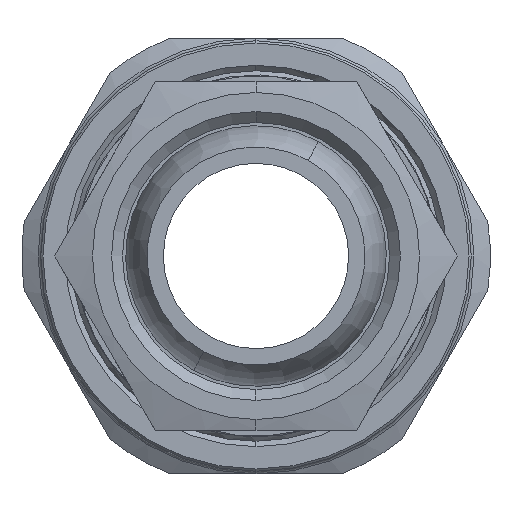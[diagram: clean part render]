
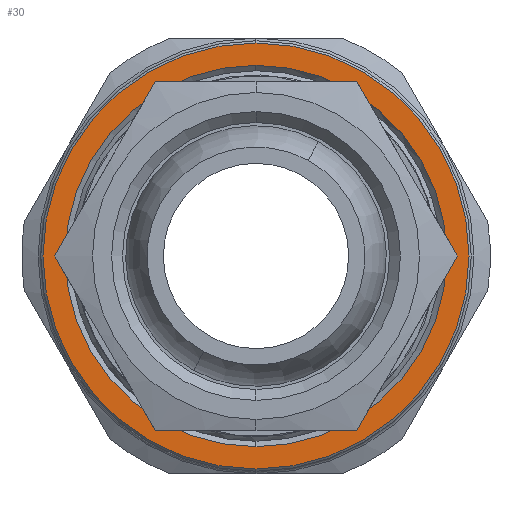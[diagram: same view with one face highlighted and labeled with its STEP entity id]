
A CAD part, left-side view. The second image highlights one B-rep face of the part: STEP entity #30.
In plain terms, the highlighted planar face has unit normal (-1, 0, 0).
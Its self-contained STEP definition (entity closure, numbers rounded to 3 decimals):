
#30 = ADVANCED_FACE ( 'NONE', ( #2349, #2348 ), #2376, .F. ) ;
#640 = CARTESIAN_POINT ( 'NONE',  ( 0., 0., -19.55 ) ) ;
#653 = CARTESIAN_POINT ( 'NONE',  ( 0., 0., 19.55 ) ) ;
#695 = CARTESIAN_POINT ( 'NONE',  ( 0., 0., -17.5 ) ) ;
#961 = EDGE_CURVE ( 'NONE', #2546, #2567, #3560, .T. ) ;
#974 = EDGE_CURVE ( 'NONE', #2577, #2372, #3535, .T. ) ;
#1257 = CIRCLE ( 'NONE', #1351, 19.55 ) ;
#1260 = CIRCLE ( 'NONE', #1350, 17.5 ) ;
#1350 = AXIS2_PLACEMENT_3D ( 'NONE', #1762, #1761, #1760 ) ;
#1351 = AXIS2_PLACEMENT_3D ( 'NONE', #1766, #1765, #1763 ) ;
#1760 = DIRECTION ( 'NONE',  ( 0., 0., 1. ) ) ;
#1761 = DIRECTION ( 'NONE',  ( -1., 0., 0. ) ) ;
#1762 = CARTESIAN_POINT ( 'NONE',  ( 0., 0., 0. ) ) ;
#1763 = DIRECTION ( 'NONE',  ( 0., 0., 1. ) ) ;
#1765 = DIRECTION ( 'NONE',  ( -1., 0., 0. ) ) ;
#1766 = CARTESIAN_POINT ( 'NONE',  ( 0., 0., 0. ) ) ;
#1993 = AXIS2_PLACEMENT_3D ( 'NONE', #3246, #3248, #3247 ) ;
#2065 = AXIS2_PLACEMENT_3D ( 'NONE', #3216, #3231, #3228 ) ;
#2348 = FACE_OUTER_BOUND ( 'NONE', #3281, .T. ) ;
#2349 = FACE_BOUND ( 'NONE', #3280, .T. ) ;
#2372 = VERTEX_POINT ( 'NONE', #3851 ) ;
#2373 = DIRECTION ( 'NONE',  ( 0., 0., -1. ) ) ;
#2374 = DIRECTION ( 'NONE',  ( 1., 0., 0. ) ) ;
#2375 = CARTESIAN_POINT ( 'NONE',  ( 0., 17.5, 0. ) ) ;
#2376 = PLANE ( 'NONE',  #3687 ) ;
#2546 = VERTEX_POINT ( 'NONE', #653 ) ;
#2567 = VERTEX_POINT ( 'NONE', #640 ) ;
#2577 = VERTEX_POINT ( 'NONE', #695 ) ;
#2683 = ORIENTED_EDGE ( 'NONE', *, *, #961, .T. ) ;
#2684 = ORIENTED_EDGE ( 'NONE', *, *, #2853, .T. ) ;
#2685 = ORIENTED_EDGE ( 'NONE', *, *, #974, .F. ) ;
#2686 = ORIENTED_EDGE ( 'NONE', *, *, #2854, .F. ) ;
#2853 = EDGE_CURVE ( 'NONE', #2567, #2546, #1257, .T. ) ;
#2854 = EDGE_CURVE ( 'NONE', #2372, #2577, #1260, .T. ) ;
#3216 = CARTESIAN_POINT ( 'NONE',  ( 0., 0., 0. ) ) ;
#3228 = DIRECTION ( 'NONE',  ( 0., 0., 1. ) ) ;
#3231 = DIRECTION ( 'NONE',  ( -1., 0., 0. ) ) ;
#3246 = CARTESIAN_POINT ( 'NONE',  ( 0., 0., 0. ) ) ;
#3247 = DIRECTION ( 'NONE',  ( 0., 0., 1. ) ) ;
#3248 = DIRECTION ( 'NONE',  ( -1., 0., 0. ) ) ;
#3280 = EDGE_LOOP ( 'NONE', ( #2686, #2685 ) ) ;
#3281 = EDGE_LOOP ( 'NONE', ( #2684, #2683 ) ) ;
#3535 = CIRCLE ( 'NONE', #2065, 17.5 ) ;
#3560 = CIRCLE ( 'NONE', #1993, 19.55 ) ;
#3687 = AXIS2_PLACEMENT_3D ( 'NONE', #2375, #2374, #2373 ) ;
#3851 = CARTESIAN_POINT ( 'NONE',  ( 0., 0., 17.5 ) ) ;
